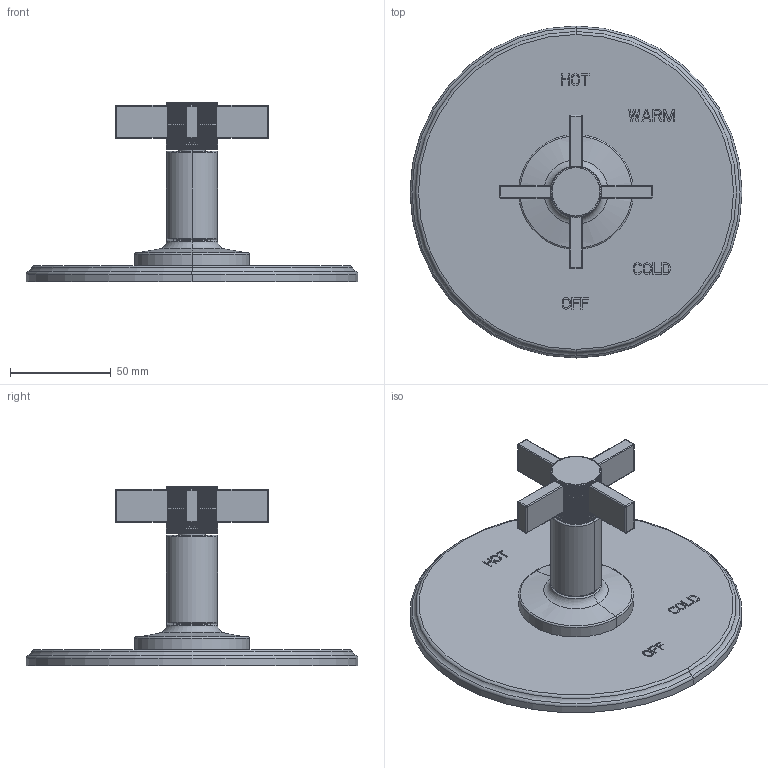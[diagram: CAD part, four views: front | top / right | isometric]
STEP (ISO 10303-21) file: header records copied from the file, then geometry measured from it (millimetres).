
FILE_DESCRIPTION((''),'2;1');
FILE_NAME('4-3244BP_ASM','2019-11-11T07:49:25',('rsmith'),(''),'CREO PARAMETRIC BY PTC INC, 2018400','CREO PARAMETRIC BY PTC INC, 2018400','');
FILE_SCHEMA(('CONFIG_CONTROL_DESIGN'));
Length unit declared in the file: inch
Products named in the file (19): 11117; H-78; 2-439_ASM; 13118; 91773; 20-431_ASM; 13119; 91017; 12506; 91049; 91371; 92399; 13122; 13123; 92984; 91018; 20-426_ASM; 3-645_ASM; 4-3244BP_ASM
Assembly tree (25 placements, depth 4):
  4-3244BP_ASM
    2-439_ASM
      11117
      H-78
    3-645_ASM
      20-431_ASM
        13118
        91773
      20-426_ASM
        13119
        91017  x2
        12506
        91049
        91371
        92399
        13122
        13123  x4
        92984  x4
        91018
Bounding box: 165.1 x 165.1 x 89.26 mm (x, y, z)
Volume: 84556.1 mm3; surface area: 125620.7 mm2
Topology: 21 solids, 41 shells, 2573 faces, 7283 edges, 4782 vertices
Faces by surface type: plane 1126, cylinder 931, bspline 227, cone 113, torus 108, sphere 64, extrusion 4
Entity records: 210224 total; most frequent: CARTESIAN_POINT 154667, ORIENTED_EDGE 12453, DIRECTION 9802, EDGE_CURVE 6477, VERTEX_POINT 4315, AXIS2_PLACEMENT_3D 3295, VECTOR 3212, LINE 3208
